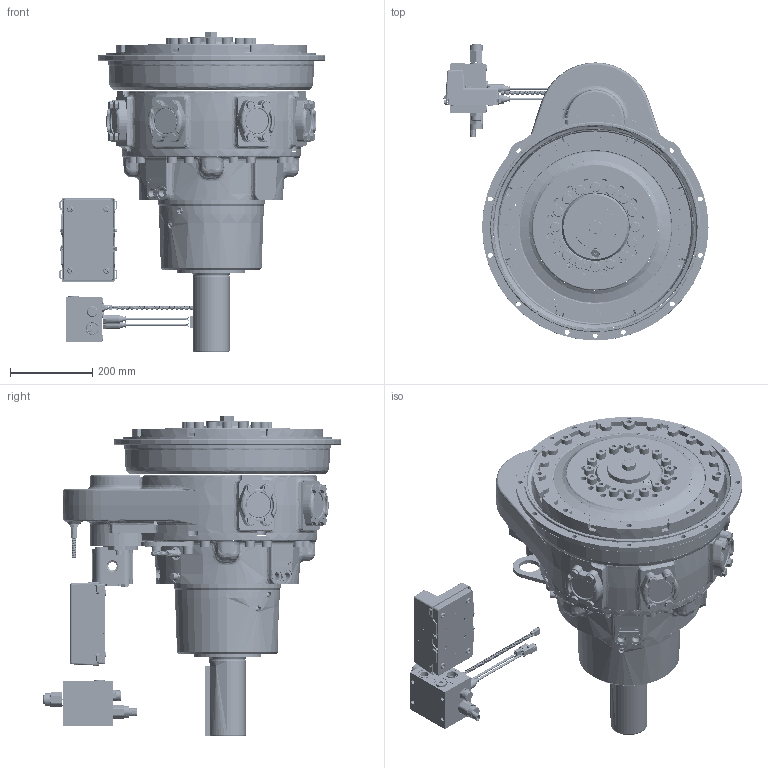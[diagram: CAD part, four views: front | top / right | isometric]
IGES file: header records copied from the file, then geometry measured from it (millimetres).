
Start section: SolidWorks IGES file using analytic representation for surfaces
Global section: file name: 1029980B.igs; native system: SolidWorks 2019; preprocessor: SolidWorks 2019; author: PDMBatchService; date: 210805.151256; units: millimetre
Bounding box: 646.42 x 724.9 x 781.85 mm (x, y, z)
Surface area: 2569941.2 mm2 (no closed solid volume)
Topology: 0 solids, 0 shells, 3953 faces, 96327 edges, 96274 vertices
Faces by surface type: bspline 2188, revolution 1765
